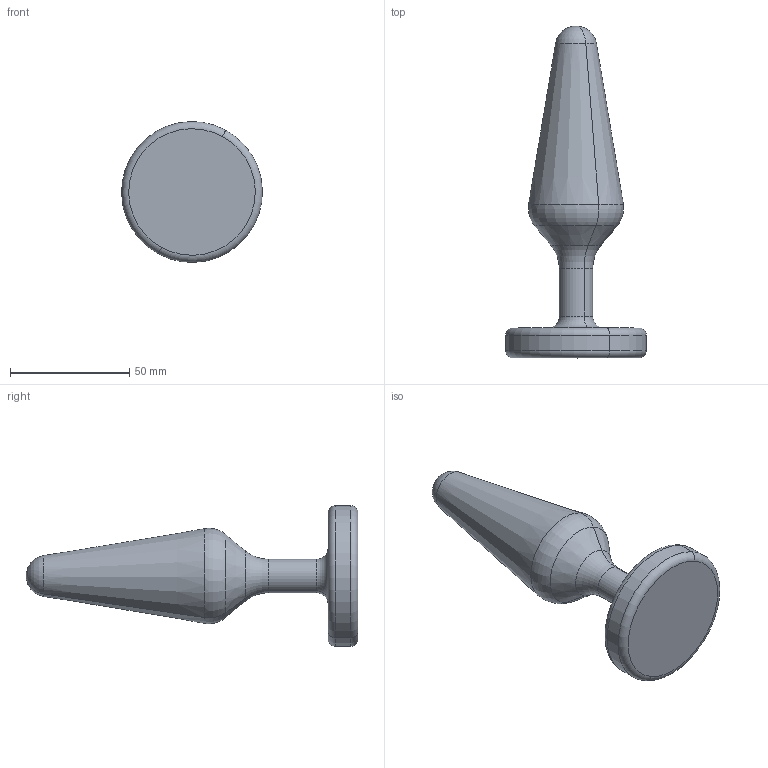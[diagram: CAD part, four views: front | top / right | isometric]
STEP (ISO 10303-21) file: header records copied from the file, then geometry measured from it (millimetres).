
FILE_DESCRIPTION(('CATIA V5 STEP Exchange'),'2;1');
FILE_NAME('DEMANDE.stp','2015-12-09T08:15:02+00:00',('none'),('SNECMA'),'CATIA Version 5 Release 19 SP 9 (IN-10)','CATIA V5 STEP AP214','none');
FILE_SCHEMA(('AUTOMOTIVE_DESIGN { 1 0 10303 214 1 1 1 1 }'));
Length unit declared in the file: millimetre
Products named in the file (1): PART6
Bounding box: 58.98 x 139 x 58.98 mm (x, y, z)
Volume: 101271.3 mm3; surface area: 17295 mm2
Topology: 1 solids, 1 shells, 22 faces, 44 edges, 23 vertices
Faces by surface type: torus 10, cone 4, cylinder 4, sphere 2, plane 2
Entity records: 498 total; most frequent: ORIENTED_EDGE 84, CARTESIAN_POINT 78, DIRECTION 66, AXIS2_PLACEMENT_3D 47, EDGE_CURVE 42, CIRCLE 34, EDGE_LOOP 23, VERTEX_POINT 23
